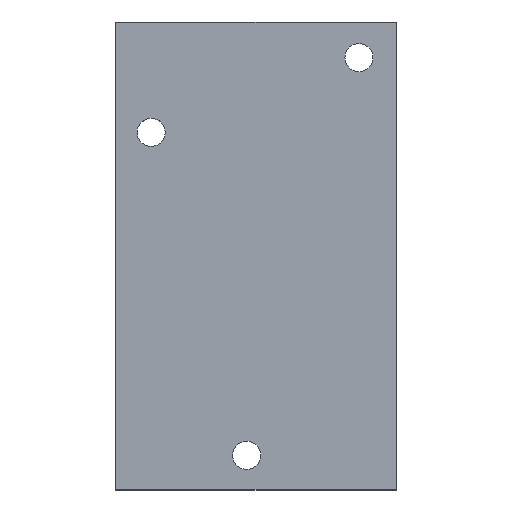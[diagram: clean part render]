
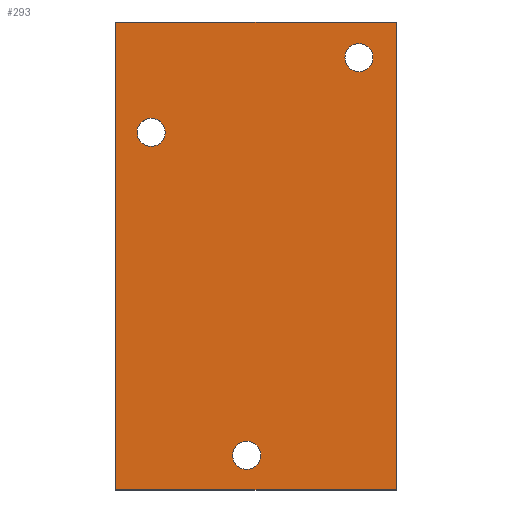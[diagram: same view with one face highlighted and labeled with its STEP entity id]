
A CAD part, top view. The second image highlights one B-rep face of the part: STEP entity #293.
In plain terms, the highlighted planar face has unit normal (0, 0, 1).
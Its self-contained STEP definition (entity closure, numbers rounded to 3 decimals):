
#56 = VERTEX_POINT('',#57);
#57 = CARTESIAN_POINT('',(0.,0.,0.411));
#63 = EDGE_CURVE('',#56,#64,#66,.T.);
#64 = VERTEX_POINT('',#65);
#65 = CARTESIAN_POINT('',(15.,0.,0.411));
#66 = LINE('',#67,#68);
#67 = CARTESIAN_POINT('',(0.,0.,0.411));
#68 = VECTOR('',#69,1.);
#69 = DIRECTION('',(1.,0.,0.));
#94 = EDGE_CURVE('',#64,#95,#97,.T.);
#95 = VERTEX_POINT('',#96);
#96 = CARTESIAN_POINT('',(15.,25.,0.411));
#97 = LINE('',#98,#99);
#98 = CARTESIAN_POINT('',(15.,0.,0.411));
#99 = VECTOR('',#100,1.);
#100 = DIRECTION('',(0.,1.,0.));
#125 = EDGE_CURVE('',#95,#126,#128,.T.);
#126 = VERTEX_POINT('',#127);
#127 = CARTESIAN_POINT('',(0.,25.,0.411));
#128 = LINE('',#129,#130);
#129 = CARTESIAN_POINT('',(15.,25.,0.411));
#130 = VECTOR('',#131,1.);
#131 = DIRECTION('',(-1.,0.,0.));
#156 = EDGE_CURVE('',#126,#56,#157,.T.);
#157 = LINE('',#158,#159);
#158 = CARTESIAN_POINT('',(0.,25.,0.411));
#159 = VECTOR('',#160,1.);
#160 = DIRECTION('',(0.,-1.,0.));
#180 = VERTEX_POINT('',#181);
#181 = CARTESIAN_POINT('',(2.65,19.1,0.411));
#187 = EDGE_CURVE('',#180,#180,#188,.T.);
#188 = CIRCLE('',#189,0.75);
#189 = AXIS2_PLACEMENT_3D('',#190,#191,#192);
#190 = CARTESIAN_POINT('',(1.9,19.1,0.411));
#191 = DIRECTION('',(0.,0.,1.));
#192 = DIRECTION('',(1.,0.,0.));
#213 = VERTEX_POINT('',#214);
#214 = CARTESIAN_POINT('',(7.75,1.85,0.411));
#220 = EDGE_CURVE('',#213,#213,#221,.T.);
#221 = CIRCLE('',#222,0.75);
#222 = AXIS2_PLACEMENT_3D('',#223,#224,#225);
#223 = CARTESIAN_POINT('',(7.,1.85,0.411));
#224 = DIRECTION('',(0.,0.,1.));
#225 = DIRECTION('',(1.,0.,0.));
#246 = VERTEX_POINT('',#247);
#247 = CARTESIAN_POINT('',(13.75,23.1,0.411));
#253 = EDGE_CURVE('',#246,#246,#254,.T.);
#254 = CIRCLE('',#255,0.75);
#255 = AXIS2_PLACEMENT_3D('',#256,#257,#258);
#256 = CARTESIAN_POINT('',(13.,23.1,0.411));
#257 = DIRECTION('',(0.,0.,1.));
#258 = DIRECTION('',(1.,0.,0.));
#293 = ADVANCED_FACE('',(#294,#300,#303,#306),#309,.F.);
#294 = FACE_BOUND('',#295,.T.);
#295 = EDGE_LOOP('',(#296,#297,#298,#299));
#296 = ORIENTED_EDGE('',*,*,#63,.T.);
#297 = ORIENTED_EDGE('',*,*,#94,.T.);
#298 = ORIENTED_EDGE('',*,*,#125,.T.);
#299 = ORIENTED_EDGE('',*,*,#156,.T.);
#300 = FACE_BOUND('',#301,.F.);
#301 = EDGE_LOOP('',(#302));
#302 = ORIENTED_EDGE('',*,*,#187,.T.);
#303 = FACE_BOUND('',#304,.F.);
#304 = EDGE_LOOP('',(#305));
#305 = ORIENTED_EDGE('',*,*,#220,.T.);
#306 = FACE_BOUND('',#307,.F.);
#307 = EDGE_LOOP('',(#308));
#308 = ORIENTED_EDGE('',*,*,#253,.T.);
#309 = PLANE('',#310);
#310 = AXIS2_PLACEMENT_3D('',#311,#312,#313);
#311 = CARTESIAN_POINT('',(0.,0.,0.411));
#312 = DIRECTION('',(0.,0.,-1.));
#313 = DIRECTION('',(-1.,0.,0.));
